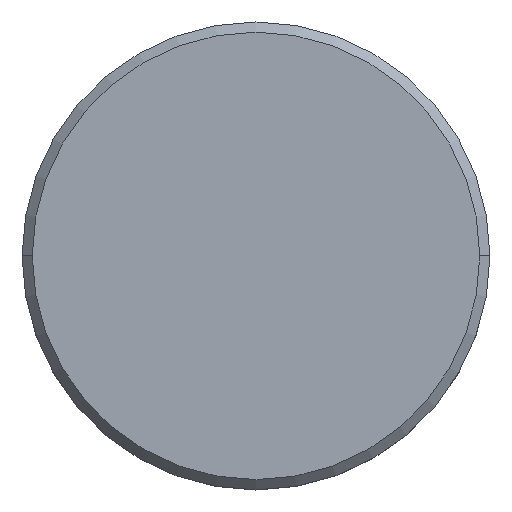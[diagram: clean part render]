
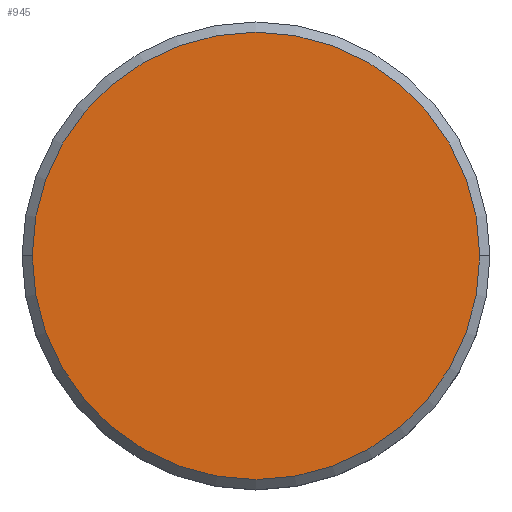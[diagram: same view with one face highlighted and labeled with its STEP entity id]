
A CAD part, top view. The second image highlights one B-rep face of the part: STEP entity #945.
In plain terms, the highlighted planar face has unit normal (0, 0, 1).
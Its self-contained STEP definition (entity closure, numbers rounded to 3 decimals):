
#77 = CARTESIAN_POINT ( 'NONE',  ( 11., 0., 0. ) ) ;
#114 = CARTESIAN_POINT ( 'NONE',  ( -11., 0., 0. ) ) ;
#129 = EDGE_LOOP ( 'NONE', ( #734, #579 ) ) ;
#144 = CARTESIAN_POINT ( 'NONE',  ( 0., 0., 0. ) ) ;
#186 = VERTEX_POINT ( 'NONE', #77 ) ;
#297 = CARTESIAN_POINT ( 'NONE',  ( 0., 0., 0. ) ) ;
#352 = DIRECTION ( 'NONE',  ( 0., 0., 1. ) ) ;
#432 = EDGE_CURVE ( 'NONE', #186, #739, #618, .T. ) ;
#519 = CARTESIAN_POINT ( 'NONE',  ( 0., 0., 0. ) ) ;
#579 = ORIENTED_EDGE ( 'NONE', *, *, #432, .T. ) ;
#618 = CIRCLE ( 'NONE', #913, 11. ) ;
#628 = DIRECTION ( 'NONE',  ( 1., 0., 0. ) ) ;
#638 = DIRECTION ( 'NONE',  ( 0., 0., 1. ) ) ;
#657 = DIRECTION ( 'NONE',  ( 1., 0., 0. ) ) ;
#734 = ORIENTED_EDGE ( 'NONE', *, *, #1120, .T. ) ;
#739 = VERTEX_POINT ( 'NONE', #114 ) ;
#783 = PLANE ( 'NONE',  #1046 ) ;
#839 = DIRECTION ( 'NONE',  ( 1., 0., 0. ) ) ;
#913 = AXIS2_PLACEMENT_3D ( 'NONE', #144, #942, #839 ) ;
#942 = DIRECTION ( 'NONE',  ( 0., 0., 1. ) ) ;
#945 = ADVANCED_FACE ( 'NONE', ( #980 ), #783, .T. ) ;
#980 = FACE_OUTER_BOUND ( 'NONE', #129, .T. ) ;
#1046 = AXIS2_PLACEMENT_3D ( 'NONE', #519, #352, #628 ) ;
#1065 = AXIS2_PLACEMENT_3D ( 'NONE', #297, #638, #657 ) ;
#1120 = EDGE_CURVE ( 'NONE', #739, #186, #1139, .T. ) ;
#1139 = CIRCLE ( 'NONE', #1065, 11. ) ;
